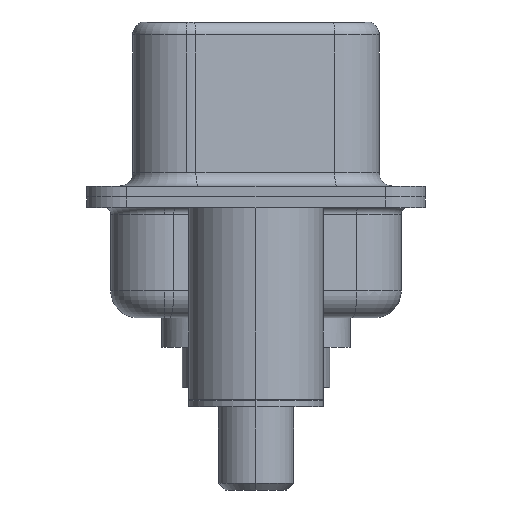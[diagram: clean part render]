
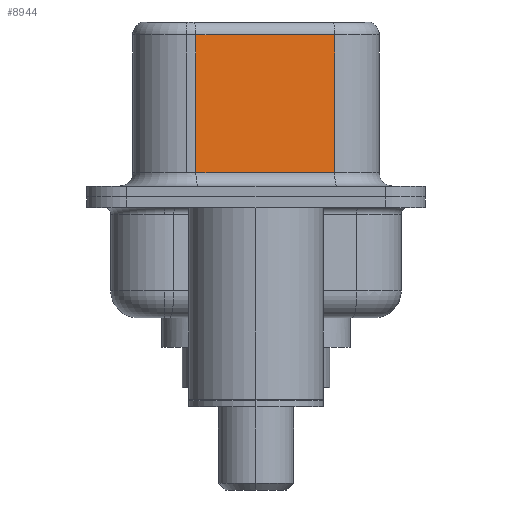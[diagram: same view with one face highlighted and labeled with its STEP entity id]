
A CAD part, left-side view. The second image highlights one B-rep face of the part: STEP entity #8944.
In plain terms, the highlighted planar face has unit normal (-0.985, -0.174, 0).
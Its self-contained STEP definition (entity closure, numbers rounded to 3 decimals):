
#1783 = CARTESIAN_POINT ( 'NONE',  ( 4.58, -2.927, 6.02 ) ) ;
#1880 = LINE ( 'NONE', #17935, #8957 ) ;
#2695 = AXIS2_PLACEMENT_3D ( 'NONE', #8895, #17567, #8950 ) ;
#2740 = VECTOR ( 'NONE', #2919, 1000. ) ;
#2828 = EDGE_CURVE ( 'NONE', #9643, #10252, #10560, .T. ) ;
#2919 = DIRECTION ( 'NONE',  ( 0., 0., -1. ) ) ;
#3125 = VECTOR ( 'NONE', #6018, 1000. ) ;
#3874 = EDGE_CURVE ( 'NONE', #14222, #10252, #1880, .T. ) ;
#5056 = EDGE_CURVE ( 'NONE', #5714, #9643, #6465, .T. ) ;
#5714 = VERTEX_POINT ( 'NONE', #15419 ) ;
#6018 = DIRECTION ( 'NONE',  ( -0.174, 0.985, 0. ) ) ;
#6135 = ORIENTED_EDGE ( 'NONE', *, *, #7201, .T. ) ;
#6465 = LINE ( 'NONE', #7094, #2740 ) ;
#7094 = CARTESIAN_POINT ( 'NONE',  ( 3.67, 2.233, 6.52 ) ) ;
#7201 = EDGE_CURVE ( 'NONE', #14222, #5714, #18282, .T. ) ;
#7425 = DIRECTION ( 'NONE',  ( 0.174, -0.985, 0. ) ) ;
#7517 = PLANE ( 'NONE',  #2695 ) ;
#8472 = CARTESIAN_POINT ( 'NONE',  ( 4.58, -2.927, 0.9 ) ) ;
#8681 = CARTESIAN_POINT ( 'NONE',  ( 4.58, -2.927, 6.02 ) ) ;
#8863 = ORIENTED_EDGE ( 'NONE', *, *, #3874, .F. ) ;
#8895 = CARTESIAN_POINT ( 'NONE',  ( 4.58, -2.927, 6.52 ) ) ;
#8944 = ADVANCED_FACE ( 'NONE', ( #18229 ), #7517, .F. ) ;
#8950 = DIRECTION ( 'NONE',  ( -0.174, 0.985, 0. ) ) ;
#8957 = VECTOR ( 'NONE', #14801, 1000. ) ;
#9643 = VERTEX_POINT ( 'NONE', #11497 ) ;
#10252 = VERTEX_POINT ( 'NONE', #8472 ) ;
#10560 = LINE ( 'NONE', #12169, #17758 ) ;
#10923 = EDGE_LOOP ( 'NONE', ( #8863, #6135, #14360, #17449 ) ) ;
#11497 = CARTESIAN_POINT ( 'NONE',  ( 3.67, 2.233, 0.9 ) ) ;
#12169 = CARTESIAN_POINT ( 'NONE',  ( 4.58, -2.927, 0.9 ) ) ;
#14222 = VERTEX_POINT ( 'NONE', #8681 ) ;
#14360 = ORIENTED_EDGE ( 'NONE', *, *, #5056, .T. ) ;
#14801 = DIRECTION ( 'NONE',  ( 0., 0., -1. ) ) ;
#15419 = CARTESIAN_POINT ( 'NONE',  ( 3.67, 2.233, 6.02 ) ) ;
#17449 = ORIENTED_EDGE ( 'NONE', *, *, #2828, .T. ) ;
#17567 = DIRECTION ( 'NONE',  ( 0.985, 0.174, 0. ) ) ;
#17758 = VECTOR ( 'NONE', #7425, 1000. ) ;
#17935 = CARTESIAN_POINT ( 'NONE',  ( 4.58, -2.927, 6.52 ) ) ;
#18229 = FACE_OUTER_BOUND ( 'NONE', #10923, .T. ) ;
#18282 = LINE ( 'NONE', #1783, #3125 ) ;
